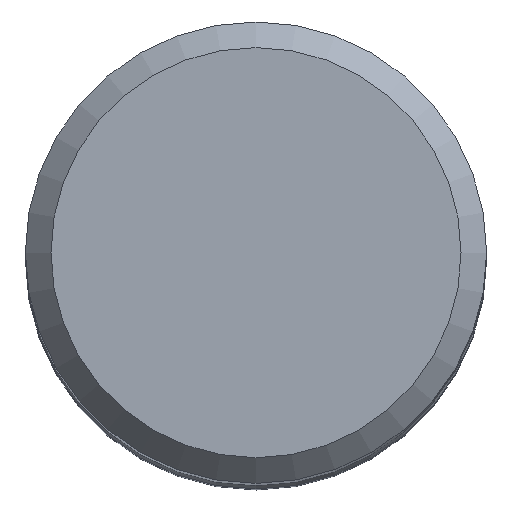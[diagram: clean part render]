
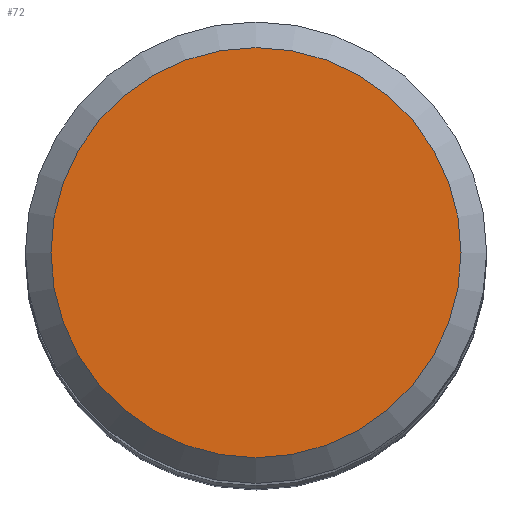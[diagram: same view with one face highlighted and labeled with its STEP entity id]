
A CAD part, top view. The second image highlights one B-rep face of the part: STEP entity #72.
In plain terms, the highlighted planar face has unit normal (0, 0, 1).
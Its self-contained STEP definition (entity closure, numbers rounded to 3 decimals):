
#72=ADVANCED_FACE('',(#90),#86,.F.);
#86=PLANE('',#318);
#90=FACE_OUTER_BOUND('',#94,.T.);
#94=EDGE_LOOP('',(#118));
#118=ORIENTED_EDGE('',*,*,#154,.F.);
#142=VERTEX_POINT('',#448);
#154=EDGE_CURVE('',#142,#142,#166,.T.);
#166=CIRCLE('',#317,8.);
#317=AXIS2_PLACEMENT_3D('',#447,#364,#365);
#318=AXIS2_PLACEMENT_3D('',#449,#366,#367);
#364=DIRECTION('',(0.,0.,-1.));
#365=DIRECTION('',(-1.,0.,0.));
#366=DIRECTION('',(0.,0.,-1.));
#367=DIRECTION('',(-1.,0.,0.));
#447=CARTESIAN_POINT('',(0.,0.,0.));
#448=CARTESIAN_POINT('',(-8.,0.,0.));
#449=CARTESIAN_POINT('',(0.,0.,0.));
